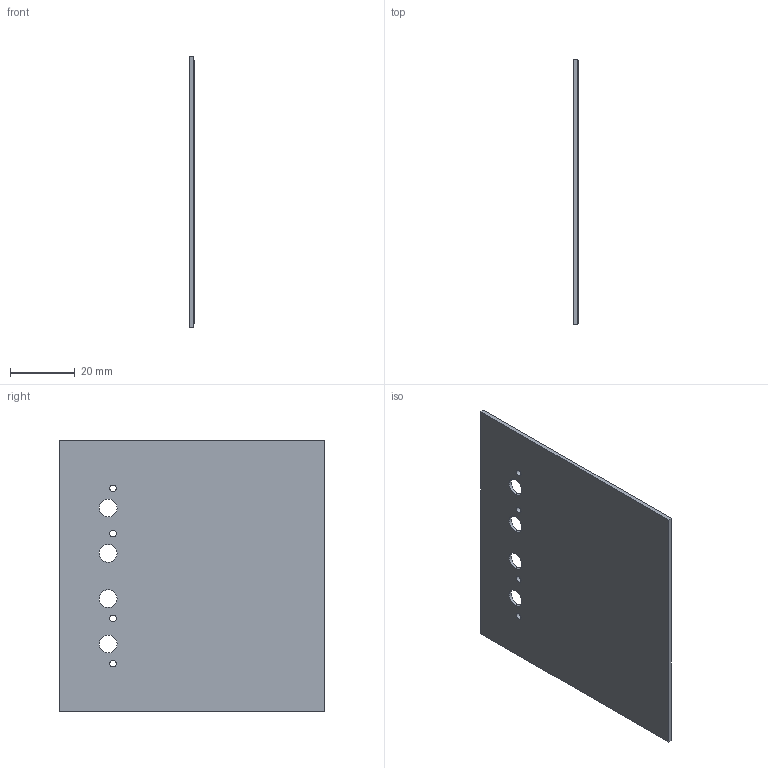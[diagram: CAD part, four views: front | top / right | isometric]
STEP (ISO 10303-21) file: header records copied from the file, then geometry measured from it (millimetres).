
FILE_DESCRIPTION (( 'STEP AP203' ), '1' );
FILE_NAME ('PLAQUE JACKS 300921.STEP', '2021-09-30T15:14:07', ( '' ), ( '' ), 'SwSTEP 2.0', 'SolidWorks 2014', '' );
FILE_SCHEMA (( 'CONFIG_CONTROL_DESIGN' ));
Length unit declared in the file: millimetre
Products named in the file (1): PLAQUE JACKS 300921
Bounding box: 1.5 x 82 x 84 mm (x, y, z)
Volume: 8825.3 mm3; surface area: 15037.9 mm2
Topology: 1 solids, 1 shells, 2239 faces, 6229 edges, 4153 vertices
Faces by surface type: bspline 924, cylinder 714, plane 601
Entity records: 83116 total; most frequent: CARTESIAN_POINT 30520, ORIENTED_EDGE 12458, DIRECTION 8440, EDGE_CURVE 6229, VERTEX_POINT 4153, VECTOR 2952, LINE 2952, AXIS2_PLACEMENT_3D 2744
